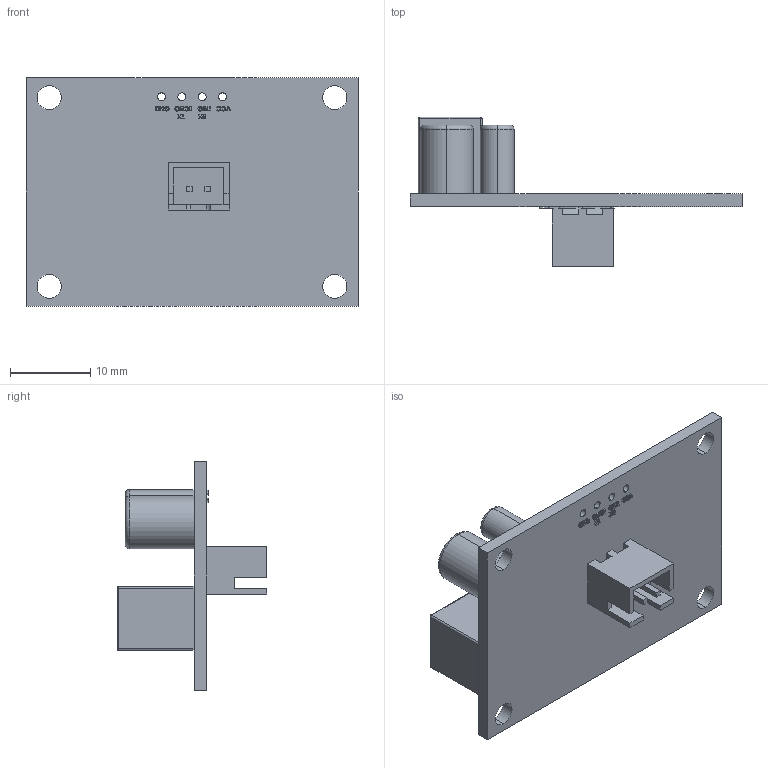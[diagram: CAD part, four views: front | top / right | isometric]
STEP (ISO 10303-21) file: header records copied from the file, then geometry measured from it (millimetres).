
FILE_DESCRIPTION (( 'STEP AP214' ), '1' );
FILE_NAME ('AJ-SR04M.STEP', '2023-02-27T14:50:15', ( '' ), ( '' ), 'SwSTEP 2.0', 'SolidWorks 2022', '' );
FILE_SCHEMA (( 'AUTOMOTIVE_DESIGN' ));
Length unit declared in the file: millimetre
Products named in the file (1): AJ-SR04M
Bounding box: 41.5 x 18.7 x 28.6 mm (x, y, z)
Volume: 3008.9 mm3; surface area: 3602.8 mm2
Topology: 1 solids, 1 shells, 322 faces, 855 edges, 562 vertices
Faces by surface type: plane 212, bspline 66, cylinder 36, torus 4, sphere 4
Entity records: 17739 total; most frequent: CARTESIAN_POINT 6522, ORIENTED_EDGE 1702, DIRECTION 1313, EDGE_CURVE 851, LINE 639, VECTOR 639, VERTEX_POINT 562, EDGE_LOOP 369
